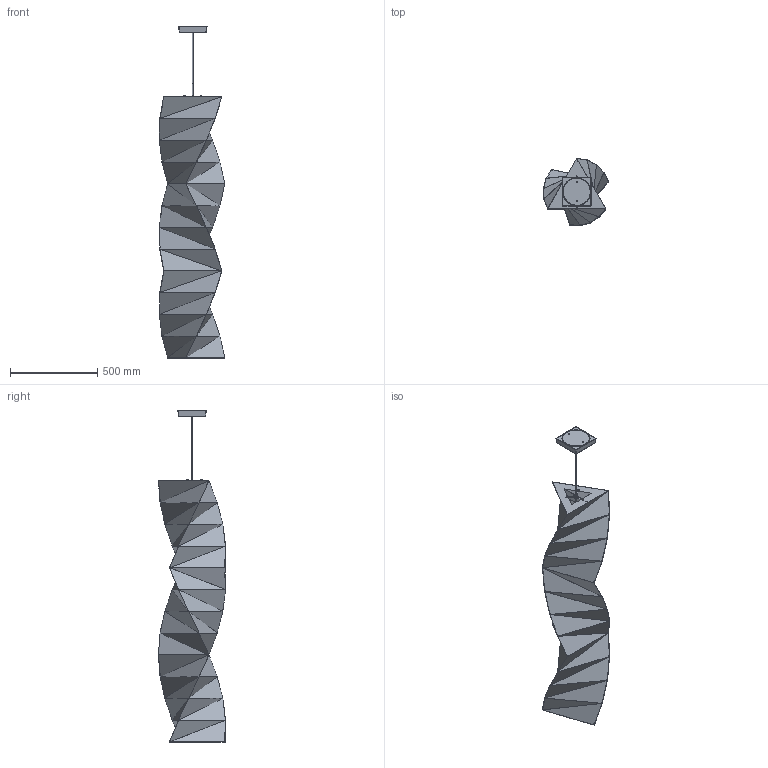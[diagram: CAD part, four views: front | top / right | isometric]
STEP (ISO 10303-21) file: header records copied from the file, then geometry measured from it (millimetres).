
FILE_DESCRIPTION(/* description */ (''),/* implementation_level */ '2;1');
FILE_NAME(/* name */ 'IN-EI TR 010 _3D',/* time_stamp */ '2012-05-22T17:21:25+02:00',/* author */ (''),/* organization */ (''),/* preprocessor_version */ 'ST-DEVELOPER v10',/* originating_system */ '',/* authorisation */ '');
FILE_SCHEMA (('CONFIG_CONTROL_DESIGN'));
Length unit declared in the file: millimetre
Products named in the file (1): 1
Bounding box: 376.3 x 385.77 x 1906.96 mm (x, y, z)
Volume: 1365664.3 mm3; surface area: 3807006.7 mm2
Topology: 14 solids, 14 shells, 441 faces, 1076 edges, 600 vertices
Faces by surface type: bspline 294, plane 147
Entity records: 13653 total; most frequent: CARTESIAN_POINT 7328, ORIENTED_EDGE 1992, EDGE_CURVE 996, VERTEX_POINT 600, B_SPLINE_CURVE_WITH_KNOTS 581, EDGE_LOOP 506, ADVANCED_FACE 441, FACE_OUTER_BOUND 441
